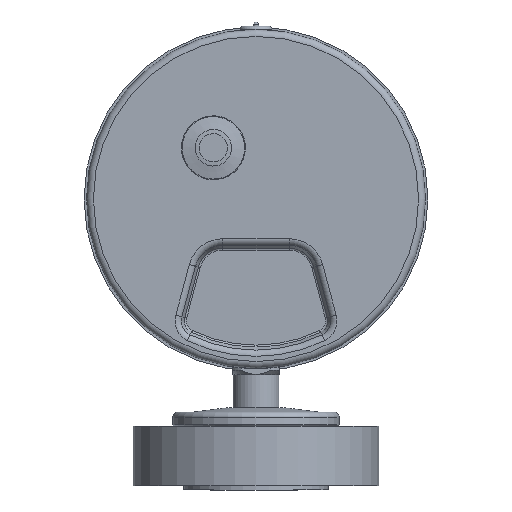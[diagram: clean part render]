
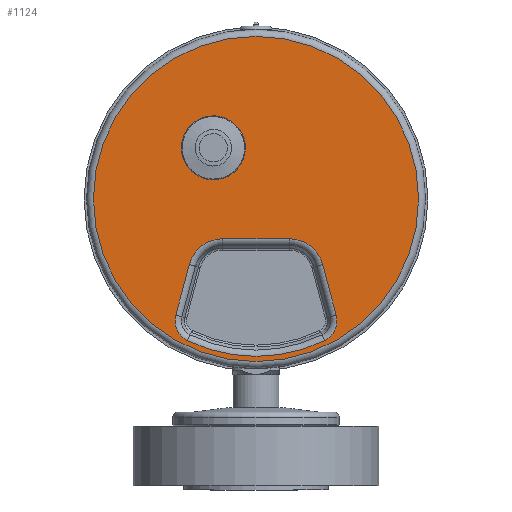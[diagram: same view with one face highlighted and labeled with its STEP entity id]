
A CAD part, left-side view. The second image highlights one B-rep face of the part: STEP entity #1124.
In plain terms, the highlighted planar face has unit normal (-1, 0, 0).
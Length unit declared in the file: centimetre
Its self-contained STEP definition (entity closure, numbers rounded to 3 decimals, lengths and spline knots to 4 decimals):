
#66=PLANE('',#1270);
#99=LINE('',#1930,#131);
#101=LINE('',#1942,#133);
#103=LINE('',#1961,#135);
#131=VECTOR('',#1477,3.098);
#133=VECTOR('',#1491,2.4558);
#135=VECTOR('',#1517,2.4558);
#159=FACE_BOUND('',#334,.T.);
#160=FACE_BOUND('',#335,.T.);
#238=FACE_OUTER_BOUND('',#333,.T.);
#333=EDGE_LOOP('',(#905));
#334=EDGE_LOOP('',(#906,#907,#908,#909,#910,#911,#912,#913));
#335=EDGE_LOOP('',(#914));
#394=CIRCLE('',#1168,1.5);
#413=CIRCLE('',#1206,7.625);
#423=CIRCLE('',#1223,1.6325);
#427=CIRCLE('',#1229,1.0325);
#430=CIRCLE('',#1233,7.3825);
#432=CIRCLE('',#1236,1.0325);
#435=CIRCLE('',#1241,1.6325);
#495=VERTEX_POINT('',#1801);
#511=VERTEX_POINT('',#1894);
#523=VERTEX_POINT('',#1927);
#524=VERTEX_POINT('',#1929);
#526=VERTEX_POINT('',#1935);
#528=VERTEX_POINT('',#1941);
#530=VERTEX_POINT('',#1947);
#531=VERTEX_POINT('',#1952);
#532=VERTEX_POINT('',#1956);
#533=VERTEX_POINT('',#1960);
#593=EDGE_CURVE('',#495,#495,#394,.T.);
#618=EDGE_CURVE('',#511,#511,#413,.T.);
#634=EDGE_CURVE('',#523,#524,#99,.T.);
#637=EDGE_CURVE('',#524,#526,#423,.T.);
#640=EDGE_CURVE('',#526,#528,#101,.T.);
#643=EDGE_CURVE('',#528,#530,#427,.T.);
#646=EDGE_CURVE('',#530,#531,#430,.T.);
#648=EDGE_CURVE('',#531,#532,#432,.T.);
#650=EDGE_CURVE('',#532,#533,#103,.T.);
#652=EDGE_CURVE('',#533,#523,#435,.T.);
#905=ORIENTED_EDGE('',*,*,#618,.T.);
#906=ORIENTED_EDGE('',*,*,#652,.F.);
#907=ORIENTED_EDGE('',*,*,#650,.F.);
#908=ORIENTED_EDGE('',*,*,#648,.F.);
#909=ORIENTED_EDGE('',*,*,#646,.F.);
#910=ORIENTED_EDGE('',*,*,#643,.F.);
#911=ORIENTED_EDGE('',*,*,#640,.F.);
#912=ORIENTED_EDGE('',*,*,#637,.F.);
#913=ORIENTED_EDGE('',*,*,#634,.F.);
#914=ORIENTED_EDGE('',*,*,#593,.T.);
#1124=ADVANCED_FACE('',(#238,#159,#160),#66,.T.);
#1168=AXIS2_PLACEMENT_3D('',#1802,#1361,#1362);
#1206=AXIS2_PLACEMENT_3D('',#1895,#1440,#1441);
#1223=AXIS2_PLACEMENT_3D('',#1936,#1483,#1484);
#1229=AXIS2_PLACEMENT_3D('',#1948,#1497,#1498);
#1233=AXIS2_PLACEMENT_3D('',#1953,#1505,#1506);
#1236=AXIS2_PLACEMENT_3D('',#1957,#1511,#1512);
#1241=AXIS2_PLACEMENT_3D('',#1964,#1522,#1523);
#1270=AXIS2_PLACEMENT_3D('',#2012,#1588,#1589);
#1361=DIRECTION('center_axis',(1.,0.,0.));
#1362=DIRECTION('ref_axis',(0.,-0.529,0.848));
#1440=DIRECTION('center_axis',(-1.,0.,0.));
#1441=DIRECTION('ref_axis',(0.,1.,0.));
#1477=DIRECTION('',(0.,1.,0.));
#1483=DIRECTION('center_axis',(-1.,0.,0.));
#1484=DIRECTION('ref_axis',(0.,0.609,0.793));
#1491=DIRECTION('',(0.,0.259,-0.966));
#1497=DIRECTION('center_axis',(-1.,0.,0.));
#1498=DIRECTION('ref_axis',(0.,0.909,-0.416));
#1505=DIRECTION('center_axis',(-1.,0.,0.));
#1506=DIRECTION('ref_axis',(0.,0.,
-1.));
#1511=DIRECTION('center_axis',(-1.,0.,0.));
#1512=DIRECTION('ref_axis',(0.,-0.909,-0.416));
#1517=DIRECTION('',(0.,0.259,0.966));
#1522=DIRECTION('center_axis',(-1.,0.,0.));
#1523=DIRECTION('ref_axis',(0.,-0.609,0.793));
#1588=DIRECTION('center_axis',(-1.,0.,0.));
#1589=DIRECTION('ref_axis',(0.,0.,1.));
#1801=CARTESIAN_POINT('',(-1.75,1.2061,18.7727));
#1802=CARTESIAN_POINT('Origin',(-1.75,2.,17.5));
#1894=CARTESIAN_POINT('',(-1.75,7.625,15.1));
#1895=CARTESIAN_POINT('Origin',(-1.75,0.,
15.1));
#1927=CARTESIAN_POINT('',(-1.75,-1.549,13.2325));
#1929=CARTESIAN_POINT('',(-1.75,1.549,13.2325));
#1930=CARTESIAN_POINT('',(-1.75,1.1317,13.2325));
#1935=CARTESIAN_POINT('',(-1.75,3.1259,12.0225));
#1936=CARTESIAN_POINT('Origin',(-1.75,1.549,11.6));
#1941=CARTESIAN_POINT('',(-1.75,3.7615,9.6504));
#1942=CARTESIAN_POINT('',(-1.75,2.7642,13.3724));
#1947=CARTESIAN_POINT('',(-1.75,3.2136,8.4537));
#1948=CARTESIAN_POINT('Origin',(-1.75,2.7642,9.3832));
#1952=CARTESIAN_POINT('',(-1.75,-3.2136,8.4537));
#1953=CARTESIAN_POINT('Origin',(-1.75,0.,
15.1));
#1956=CARTESIAN_POINT('',(-1.75,-3.7615,9.6504));
#1957=CARTESIAN_POINT('Origin',(-1.75,-2.7642,9.3832));
#1960=CARTESIAN_POINT('',(-1.75,-3.1259,12.0225));
#1961=CARTESIAN_POINT('',(-1.75,-2.8266,13.1394));
#1964=CARTESIAN_POINT('Origin',(-1.75,-1.549,11.6));
#2012=CARTESIAN_POINT('Origin',(-1.75,3.8125,15.1));
